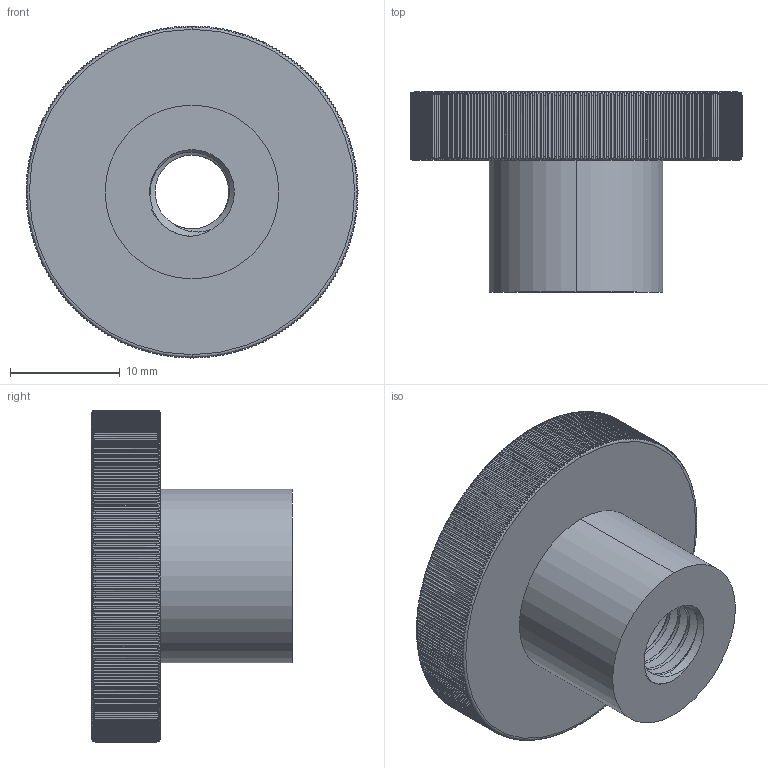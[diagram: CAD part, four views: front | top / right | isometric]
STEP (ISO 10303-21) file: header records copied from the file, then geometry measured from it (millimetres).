
FILE_DESCRIPTION (( 'STEP AP214' ), '1' );
FILE_NAME ('02475-Elevated Knurl Nut Stainless Steel M8.STEP', '2018-08-01T04:03:55', ( '' ), ( '' ), 'SwSTEP 2.0', 'SolidWorks 2018', '' );
FILE_SCHEMA (( 'AUTOMOTIVE_DESIGN' ));
Length unit declared in the file: millimetre
Products named in the file (1): 02475-Elevated Knurl Nut Stainless Steel M8
Bounding box: 30.2 x 18.2 x 30.2 mm (x, y, z)
Volume: 5993.4 mm3; surface area: 3407.9 mm2
Topology: 1 solids, 1 shells, 1002 faces, 2921 edges, 1947 vertices
Faces by surface type: cylinder 730, plane 165, bspline 99, torus 4, cone 4
Entity records: 47050 total; most frequent: CARTESIAN_POINT 22457, ORIENTED_EDGE 5842, DIRECTION 4202, EDGE_CURVE 2921, VERTEX_POINT 1947, AXIS2_PLACEMENT_3D 1482, VECTOR 1238, LINE 1238
